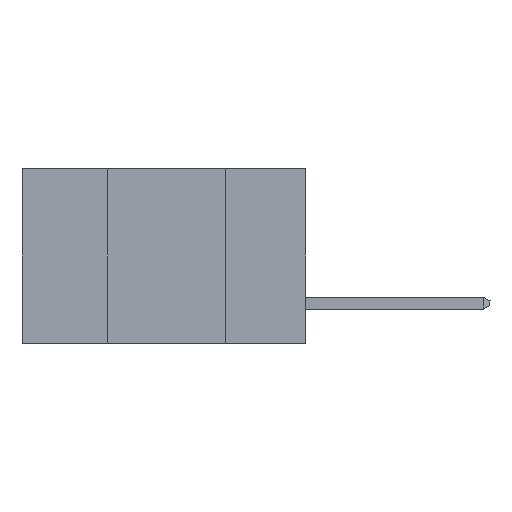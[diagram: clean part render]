
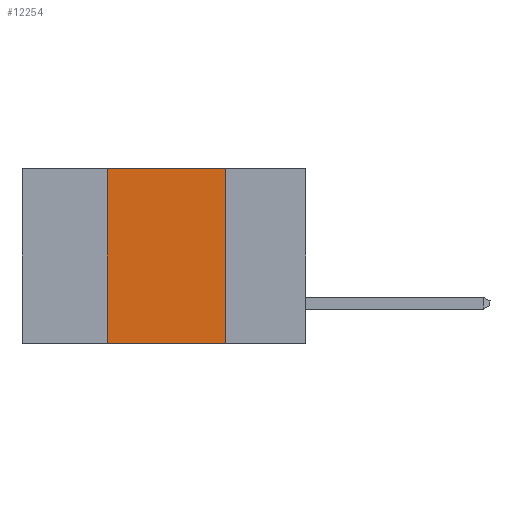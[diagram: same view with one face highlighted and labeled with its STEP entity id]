
A CAD part, left-side view. The second image highlights one B-rep face of the part: STEP entity #12254.
In plain terms, the highlighted planar face has unit normal (-1, 0, 0).
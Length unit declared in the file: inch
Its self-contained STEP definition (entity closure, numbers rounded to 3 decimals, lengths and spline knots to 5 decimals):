
#347 = EDGE_LOOP ( 'NONE', ( #17994, #25501, #21815, #15425 ) ) ;
#351 = VECTOR ( 'NONE', #3386, 39.37008 ) ;
#1272 = CARTESIAN_POINT ( 'NONE',  ( 0., 0.6, 0. ) ) ;
#3386 = DIRECTION ( 'NONE',  ( 0., -1., 0. ) ) ;
#3766 = DIRECTION ( 'NONE',  ( 0., 0., -1. ) ) ;
#4348 = CARTESIAN_POINT ( 'NONE',  ( 0., 0.42, -0.37 ) ) ;
#4996 = LINE ( 'NONE', #13106, #351 ) ;
#5221 = EDGE_CURVE ( 'NONE', #13099, #21326, #4996, .T. ) ;
#5756 = FACE_OUTER_BOUND ( 'NONE', #347, .T. ) ;
#5989 = DIRECTION ( 'NONE',  ( 0., 0., -1. ) ) ;
#7777 = VECTOR ( 'NONE', #20585, 39.37008 ) ;
#8126 = LINE ( 'NONE', #26113, #11681 ) ;
#9395 = DIRECTION ( 'NONE',  ( 0., -1., 0. ) ) ;
#11396 = LINE ( 'NONE', #1272, #18820 ) ;
#11681 = VECTOR ( 'NONE', #5989, 39.37008 ) ;
#11942 = CARTESIAN_POINT ( 'NONE',  ( 0., 0.17, -0.37 ) ) ;
#12254 = ADVANCED_FACE ( 'NONE', ( #5756 ), #13746, .F. ) ;
#13099 = VERTEX_POINT ( 'NONE', #18295 ) ;
#13106 = CARTESIAN_POINT ( 'NONE',  ( 0., 0.6, -0.37 ) ) ;
#13746 = PLANE ( 'NONE',  #22193 ) ;
#15242 = VERTEX_POINT ( 'NONE', #16741 ) ;
#15425 = ORIENTED_EDGE ( 'NONE', *, *, #5221, .T. ) ;
#16005 = DIRECTION ( 'NONE',  ( 1., 0., 0. ) ) ;
#16741 = CARTESIAN_POINT ( 'NONE',  ( 0., 0.17, 0. ) ) ;
#17994 = ORIENTED_EDGE ( 'NONE', *, *, #22806, .F. ) ;
#18295 = CARTESIAN_POINT ( 'NONE',  ( 0., 0.42, -0.37 ) ) ;
#18820 = VECTOR ( 'NONE', #9395, 39.37008 ) ;
#19007 = EDGE_CURVE ( 'NONE', #13099, #23559, #22591, .T. ) ;
#20585 = DIRECTION ( 'NONE',  ( 0., 0., 1. ) ) ;
#20587 = EDGE_CURVE ( 'NONE', #23559, #15242, #11396, .T. ) ;
#21326 = VERTEX_POINT ( 'NONE', #11942 ) ;
#21815 = ORIENTED_EDGE ( 'NONE', *, *, #19007, .F. ) ;
#22007 = CARTESIAN_POINT ( 'NONE',  ( 0., 0.6, 0. ) ) ;
#22193 = AXIS2_PLACEMENT_3D ( 'NONE', #22007, #16005, #3766 ) ;
#22591 = LINE ( 'NONE', #4348, #7777 ) ;
#22806 = EDGE_CURVE ( 'NONE', #15242, #21326, #8126, .T. ) ;
#23559 = VERTEX_POINT ( 'NONE', #23669 ) ;
#23669 = CARTESIAN_POINT ( 'NONE',  ( 0., 0.42, 0. ) ) ;
#25501 = ORIENTED_EDGE ( 'NONE', *, *, #20587, .F. ) ;
#26113 = CARTESIAN_POINT ( 'NONE',  ( 0., 0.17, -0.37 ) ) ;
